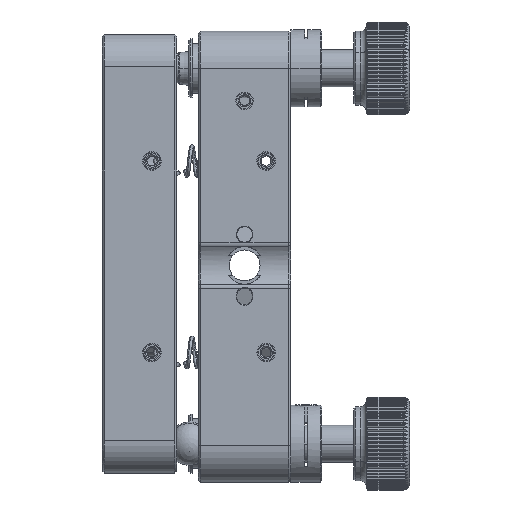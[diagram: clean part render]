
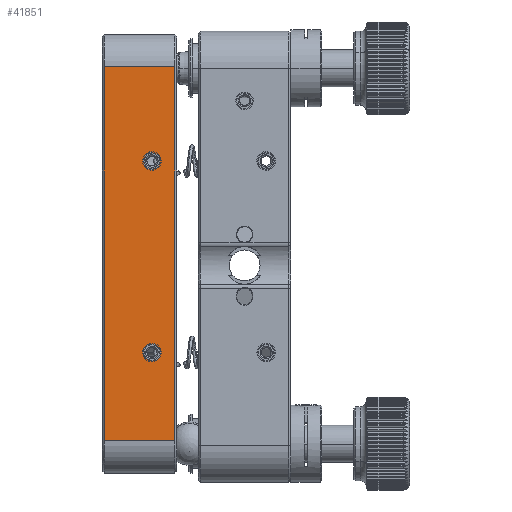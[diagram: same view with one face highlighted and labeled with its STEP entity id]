
A CAD part, front view. The second image highlights one B-rep face of the part: STEP entity #41851.
In plain terms, the highlighted planar face has unit normal (0, -1, 0).
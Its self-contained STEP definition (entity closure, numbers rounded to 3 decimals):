
#225 = FACE_BOUND ( 'NONE', #24295, .T. ) ;
#572 = AXIS2_PLACEMENT_3D ( 'NONE', #21491, #34823, #28072 ) ;
#667 = PLANE ( 'NONE',  #29773 ) ;
#955 = ORIENTED_EDGE ( 'NONE', *, *, #11185, .T. ) ;
#1220 = EDGE_LOOP ( 'NONE', ( #21456, #5235, #41158, #4079 ) ) ;
#2931 = EDGE_CURVE ( 'NONE', #27653, #14835, #19422, .T. ) ;
#3712 = DIRECTION ( 'NONE',  ( 0., 0., -1. ) ) ;
#4079 = ORIENTED_EDGE ( 'NONE', *, *, #31231, .F. ) ;
#4381 = EDGE_CURVE ( 'NONE', #32040, #28790, #19530, .T. ) ;
#5235 = ORIENTED_EDGE ( 'NONE', *, *, #37098, .F. ) ;
#5425 = CARTESIAN_POINT ( 'NONE',  ( -15., -35., -16.75 ) ) ;
#5836 = CARTESIAN_POINT ( 'NONE',  ( -11.3, -35., -29.75 ) ) ;
#5918 = DIRECTION ( 'NONE',  ( -1., 0., 0. ) ) ;
#6044 = CARTESIAN_POINT ( 'NONE',  ( -11.3, -35., 30.75 ) ) ;
#6641 = LINE ( 'NONE', #16056, #26614 ) ;
#6929 = VERTEX_POINT ( 'NONE', #5836 ) ;
#8663 = CARTESIAN_POINT ( 'NONE',  ( -15., -35., 14.25 ) ) ;
#10569 = ORIENTED_EDGE ( 'NONE', *, *, #4381, .T. ) ;
#10795 = CARTESIAN_POINT ( 'NONE',  ( -15., -35., 15.5 ) ) ;
#11185 = EDGE_CURVE ( 'NONE', #14835, #27653, #25514, .T. ) ;
#12121 = CARTESIAN_POINT ( 'NONE',  ( -22.7, -35., -29.75 ) ) ;
#12358 = DIRECTION ( 'NONE',  ( 0., 1., 0. ) ) ;
#13244 = VECTOR ( 'NONE', #5918, 1000. ) ;
#14223 = VECTOR ( 'NONE', #15000, 1000. ) ;
#14835 = VERTEX_POINT ( 'NONE', #30057 ) ;
#15000 = DIRECTION ( 'NONE',  ( 0., 0., 1. ) ) ;
#15228 = AXIS2_PLACEMENT_3D ( 'NONE', #22860, #12358, #36184 ) ;
#15800 = DIRECTION ( 'NONE',  ( 0., 0., 1. ) ) ;
#16056 = CARTESIAN_POINT ( 'NONE',  ( -11., -35., -29.75 ) ) ;
#16852 = VERTEX_POINT ( 'NONE', #12121 ) ;
#17295 = FACE_BOUND ( 'NONE', #33426, .T. ) ;
#18216 = AXIS2_PLACEMENT_3D ( 'NONE', #36566, #18871, #15800 ) ;
#18871 = DIRECTION ( 'NONE',  ( 0., 1., 0. ) ) ;
#19051 = ORIENTED_EDGE ( 'NONE', *, *, #2931, .T. ) ;
#19422 = CIRCLE ( 'NONE', #15228, 1.25 ) ;
#19530 = CIRCLE ( 'NONE', #572, 1.25 ) ;
#20849 = DIRECTION ( 'NONE',  ( 0., 0., 1. ) ) ;
#21456 = ORIENTED_EDGE ( 'NONE', *, *, #32607, .T. ) ;
#21491 = CARTESIAN_POINT ( 'NONE',  ( -15., -35., -15.5 ) ) ;
#21713 = CARTESIAN_POINT ( 'NONE',  ( -11., -35., 30.75 ) ) ;
#22433 = LINE ( 'NONE', #31628, #14223 ) ;
#22860 = CARTESIAN_POINT ( 'NONE',  ( -15., -35., 15.5 ) ) ;
#23215 = CARTESIAN_POINT ( 'NONE',  ( -11., -35., 30.75 ) ) ;
#23592 = VERTEX_POINT ( 'NONE', #6044 ) ;
#23857 = DIRECTION ( 'NONE',  ( 0., 0., -1. ) ) ;
#24204 = EDGE_CURVE ( 'NONE', #28790, #32040, #38457, .T. ) ;
#24295 = EDGE_LOOP ( 'NONE', ( #955, #19051 ) ) ;
#24377 = DIRECTION ( 'NONE',  ( 0., 1., 0. ) ) ;
#24752 = EDGE_CURVE ( 'NONE', #6929, #16852, #6641, .T. ) ;
#25135 = CARTESIAN_POINT ( 'NONE',  ( -22.7, -35., 30.75 ) ) ;
#25514 = CIRCLE ( 'NONE', #40145, 1.25 ) ;
#26614 = VECTOR ( 'NONE', #29429, 1000. ) ;
#27653 = VERTEX_POINT ( 'NONE', #8663 ) ;
#28072 = DIRECTION ( 'NONE',  ( 0., 0., 1. ) ) ;
#28141 = CARTESIAN_POINT ( 'NONE',  ( -15., -35., -14.25 ) ) ;
#28790 = VERTEX_POINT ( 'NONE', #5425 ) ;
#29429 = DIRECTION ( 'NONE',  ( -1., 0., 0. ) ) ;
#29773 = AXIS2_PLACEMENT_3D ( 'NONE', #23215, #40519, #3712 ) ;
#30057 = CARTESIAN_POINT ( 'NONE',  ( -15., -35., 16.75 ) ) ;
#31231 = EDGE_CURVE ( 'NONE', #23592, #6929, #40703, .T. ) ;
#31628 = CARTESIAN_POINT ( 'NONE',  ( -22.7, -35., 30.75 ) ) ;
#32040 = VERTEX_POINT ( 'NONE', #28141 ) ;
#32607 = EDGE_CURVE ( 'NONE', #23592, #36314, #42060, .T. ) ;
#33426 = EDGE_LOOP ( 'NONE', ( #10569, #37435 ) ) ;
#33449 = CARTESIAN_POINT ( 'NONE',  ( -11.3, -35., 30.75 ) ) ;
#33708 = FACE_OUTER_BOUND ( 'NONE', #1220, .T. ) ;
#34823 = DIRECTION ( 'NONE',  ( 0., 1., 0. ) ) ;
#36184 = DIRECTION ( 'NONE',  ( 0., 0., 1. ) ) ;
#36314 = VERTEX_POINT ( 'NONE', #25135 ) ;
#36566 = CARTESIAN_POINT ( 'NONE',  ( -15., -35., -15.5 ) ) ;
#37098 = EDGE_CURVE ( 'NONE', #16852, #36314, #22433, .T. ) ;
#37435 = ORIENTED_EDGE ( 'NONE', *, *, #24204, .T. ) ;
#38457 = CIRCLE ( 'NONE', #18216, 1.25 ) ;
#39076 = VECTOR ( 'NONE', #23857, 1000. ) ;
#40145 = AXIS2_PLACEMENT_3D ( 'NONE', #10795, #24377, #20849 ) ;
#40519 = DIRECTION ( 'NONE',  ( 0., 1., 0. ) ) ;
#40703 = LINE ( 'NONE', #33449, #39076 ) ;
#41158 = ORIENTED_EDGE ( 'NONE', *, *, #24752, .F. ) ;
#41851 = ADVANCED_FACE ( 'NONE', ( #225, #17295, #33708 ), #667, .F. ) ;
#42060 = LINE ( 'NONE', #21713, #13244 ) ;
